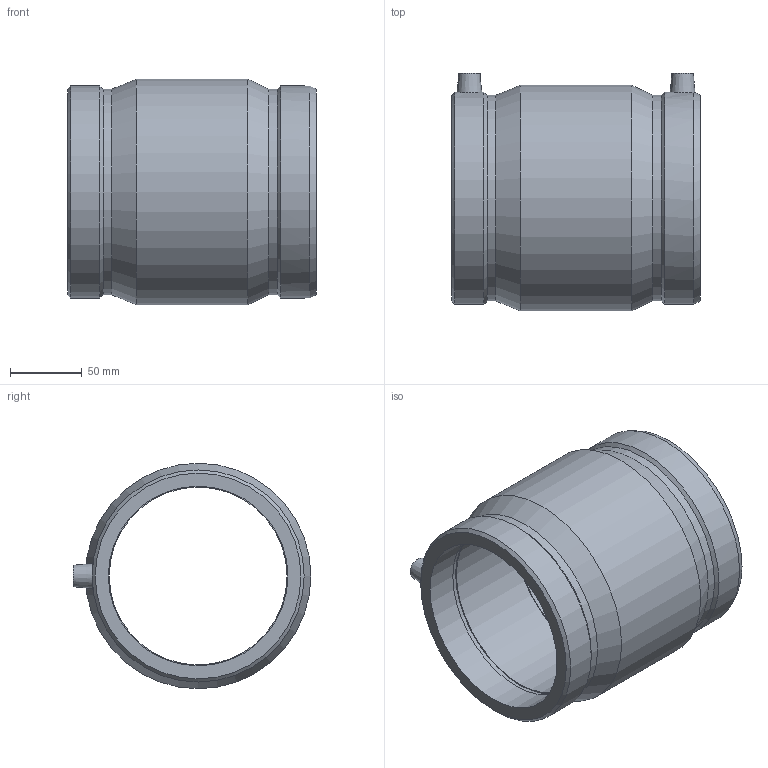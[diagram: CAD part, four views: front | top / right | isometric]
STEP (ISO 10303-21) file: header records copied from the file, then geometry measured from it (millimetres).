
FILE_DESCRIPTION(/* description */ ('PLASSON COUPLER 125 PN25'),/* implementation_level */ '2;1');
FILE_NAME(/* name */ '450104125.ipt.stp',/* time_stamp */ '2017-11-06T09:08:56+02:00',/* author */ ('KIM'),/* organization */ (''),/* preprocessor_version */ 'ST-DEVELOPER v15.6',/* originating_system */ 'Autodesk Inventor 2015',/* authorisation */ '');
FILE_SCHEMA (('AUTOMOTIVE_DESIGN { 1 0 10303 214 3 1 1 }'));
Length unit declared in the file: millimetre
Products named in the file (1): 450104125
Bounding box: 173 x 165.5 x 157 mm (x, y, z)
Volume: 1015358.9 mm3; surface area: 164529.3 mm2
Topology: 1 solids, 1 shells, 36 faces, 68 edges, 42 vertices
Faces by surface type: cylinder 14, plane 12, cone 10
Full cylindrical faces by diameter (mm): 4 x2, 10 x2, 123.75 x1, 125 x4, 143.153 x2, 147.58 x2, 157 x1
Entity records: 821 total; most frequent: CARTESIAN_POINT 182, DIRECTION 142, ORIENTED_EDGE 74, EDGE_LOOP 71, AXIS2_PLACEMENT_3D 71, EDGE_CURVE 37, FACE_OUTER_BOUND 36, VERTEX_POINT 36
